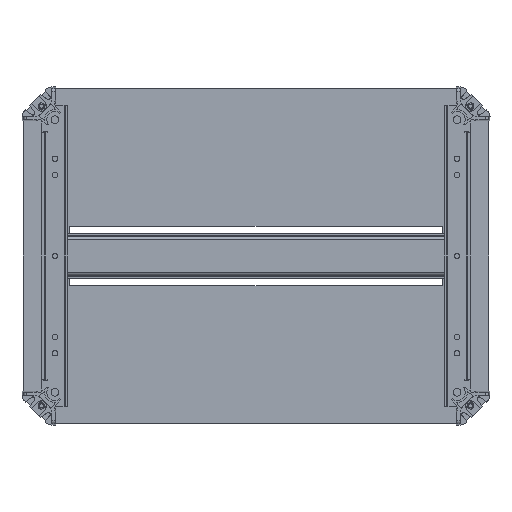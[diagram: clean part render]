
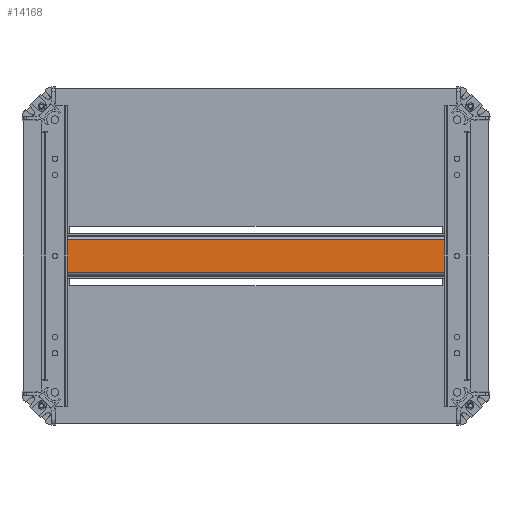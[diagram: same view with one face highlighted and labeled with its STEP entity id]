
A CAD part, front view. The second image highlights one B-rep face of the part: STEP entity #14168.
In plain terms, the highlighted planar face has unit normal (0, -1, 0).
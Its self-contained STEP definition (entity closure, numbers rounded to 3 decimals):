
#157 = EDGE_CURVE ( 'NONE', #6285, #14275, #7201, .T. ) ;
#345 = LINE ( 'NONE', #2096, #3727 ) ;
#595 = VECTOR ( 'NONE', #16566, 1000. ) ;
#674 = AXIS2_PLACEMENT_3D ( 'NONE', #7858, #12023, #17943 ) ;
#1062 = DIRECTION ( 'NONE',  ( 0., 1., 0. ) ) ;
#1175 = CARTESIAN_POINT ( 'NONE',  ( 12.7, -1.5, 160. ) ) ;
#1214 = CARTESIAN_POINT ( 'NONE',  ( 12.7, -1.5, -160. ) ) ;
#1230 = VERTEX_POINT ( 'NONE', #5091 ) ;
#1295 = DIRECTION ( 'NONE',  ( 0., 0., 1. ) ) ;
#1401 = CARTESIAN_POINT ( 'NONE',  ( -2.25, -1.5, 155. ) ) ;
#1452 = ORIENTED_EDGE ( 'NONE', *, *, #4087, .F. ) ;
#1462 = AXIS2_PLACEMENT_3D ( 'NONE', #9677, #18062, #1295 ) ;
#1748 = VERTEX_POINT ( 'NONE', #16777 ) ;
#1843 = VERTEX_POINT ( 'NONE', #1214 ) ;
#1855 = ORIENTED_EDGE ( 'NONE', *, *, #12075, .F. ) ;
#2096 = CARTESIAN_POINT ( 'NONE',  ( 2.25, -1.5, 160. ) ) ;
#2164 = CARTESIAN_POINT ( 'NONE',  ( 0., -1.5, 155. ) ) ;
#2278 = VERTEX_POINT ( 'NONE', #14712 ) ;
#2658 = CARTESIAN_POINT ( 'NONE',  ( -2.25, -1.5, -155. ) ) ;
#2743 = CARTESIAN_POINT ( 'NONE',  ( -12.7, -1.5, 160. ) ) ;
#3361 = EDGE_CURVE ( 'NONE', #1230, #3632, #9689, .T. ) ;
#3455 = CARTESIAN_POINT ( 'NONE',  ( 13.5, -1.5, 160. ) ) ;
#3507 = CARTESIAN_POINT ( 'NONE',  ( -2.25, -1.5, -155. ) ) ;
#3632 = VERTEX_POINT ( 'NONE', #1401 ) ;
#3727 = VECTOR ( 'NONE', #17489, 1000. ) ;
#3978 = CARTESIAN_POINT ( 'NONE',  ( 2.25, -1.5, -160. ) ) ;
#4087 = EDGE_CURVE ( 'NONE', #1230, #5387, #345, .T. ) ;
#4112 = DIRECTION ( 'NONE',  ( 0., 0., -1. ) ) ;
#4280 = CARTESIAN_POINT ( 'NONE',  ( -12.7, -1.5, 160. ) ) ;
#4325 = VECTOR ( 'NONE', #10551, 1000. ) ;
#4520 = VECTOR ( 'NONE', #11781, 1000. ) ;
#4652 = EDGE_CURVE ( 'NONE', #1748, #6992, #5775, .T. ) ;
#5091 = CARTESIAN_POINT ( 'NONE',  ( 2.25, -1.5, 155. ) ) ;
#5265 = VECTOR ( 'NONE', #13440, 1000. ) ;
#5295 = VERTEX_POINT ( 'NONE', #5558 ) ;
#5387 = VERTEX_POINT ( 'NONE', #9008 ) ;
#5558 = CARTESIAN_POINT ( 'NONE',  ( -12.7, -1.5, -160. ) ) ;
#5775 = LINE ( 'NONE', #11708, #4325 ) ;
#6006 = ORIENTED_EDGE ( 'NONE', *, *, #12600, .T. ) ;
#6285 = VERTEX_POINT ( 'NONE', #10378 ) ;
#6406 = DIRECTION ( 'NONE',  ( 0., 1., 0. ) ) ;
#6829 = LINE ( 'NONE', #15462, #595 ) ;
#6992 = VERTEX_POINT ( 'NONE', #2743 ) ;
#7201 = CIRCLE ( 'NONE', #674, 2.25 ) ;
#7621 = EDGE_CURVE ( 'NONE', #2278, #5295, #10783, .T. ) ;
#7697 = CARTESIAN_POINT ( 'NONE',  ( 2.25, -1.5, -160. ) ) ;
#7858 = CARTESIAN_POINT ( 'NONE',  ( 0., -1.5, -155. ) ) ;
#7951 = CARTESIAN_POINT ( 'NONE',  ( 13.5, -1.5, -160. ) ) ;
#8290 = DIRECTION ( 'NONE',  ( -1., 0., 0. ) ) ;
#8442 = ORIENTED_EDGE ( 'NONE', *, *, #3361, .T. ) ;
#8571 = LINE ( 'NONE', #11693, #4520 ) ;
#8900 = VECTOR ( 'NONE', #8290, 1000. ) ;
#8929 = EDGE_LOOP ( 'NONE', ( #11116, #15281, #11646, #1855, #10938, #6006, #1452, #8442, #10455, #17460, #12046, #14074, #11241 ) ) ;
#8969 = EDGE_CURVE ( 'NONE', #10987, #2278, #9837, .T. ) ;
#9008 = CARTESIAN_POINT ( 'NONE',  ( 2.25, -1.5, 160. ) ) ;
#9136 = DIRECTION ( 'NONE',  ( -1., 0., 0. ) ) ;
#9160 = CARTESIAN_POINT ( 'NONE',  ( 13.5, -1.5, 160. ) ) ;
#9677 = CARTESIAN_POINT ( 'NONE',  ( 0., -1.5, -155. ) ) ;
#9689 = CIRCLE ( 'NONE', #12726, 2.25 ) ;
#9691 = DIRECTION ( 'NONE',  ( 0., 0., 1. ) ) ;
#9837 = LINE ( 'NONE', #2658, #16293 ) ;
#10146 = EDGE_CURVE ( 'NONE', #5295, #6992, #12863, .T. ) ;
#10164 = AXIS2_PLACEMENT_3D ( 'NONE', #9160, #1062, #15066 ) ;
#10376 = VECTOR ( 'NONE', #15710, 1000. ) ;
#10378 = CARTESIAN_POINT ( 'NONE',  ( 0., -1.5, -152.75 ) ) ;
#10455 = ORIENTED_EDGE ( 'NONE', *, *, #15360, .F. ) ;
#10551 = DIRECTION ( 'NONE',  ( -1., 0., 0. ) ) ;
#10583 = FACE_OUTER_BOUND ( 'NONE', #8929, .T. ) ;
#10593 = EDGE_CURVE ( 'NONE', #10987, #6285, #12815, .T. ) ;
#10783 = LINE ( 'NONE', #7951, #5265 ) ;
#10938 = ORIENTED_EDGE ( 'NONE', *, *, #12943, .F. ) ;
#10987 = VERTEX_POINT ( 'NONE', #3507 ) ;
#11116 = ORIENTED_EDGE ( 'NONE', *, *, #10593, .T. ) ;
#11241 = ORIENTED_EDGE ( 'NONE', *, *, #8969, .F. ) ;
#11646 = ORIENTED_EDGE ( 'NONE', *, *, #15256, .F. ) ;
#11693 = CARTESIAN_POINT ( 'NONE',  ( -2.25, -1.5, 155. ) ) ;
#11708 = CARTESIAN_POINT ( 'NONE',  ( 13.5, -1.5, 160. ) ) ;
#11781 = DIRECTION ( 'NONE',  ( 0., 0., -1. ) ) ;
#12023 = DIRECTION ( 'NONE',  ( 0., 1., 0. ) ) ;
#12046 = ORIENTED_EDGE ( 'NONE', *, *, #10146, .F. ) ;
#12075 = EDGE_CURVE ( 'NONE', #1843, #13898, #17062, .T. ) ;
#12323 = VECTOR ( 'NONE', #9691, 1000. ) ;
#12600 = EDGE_CURVE ( 'NONE', #13348, #5387, #16242, .T. ) ;
#12726 = AXIS2_PLACEMENT_3D ( 'NONE', #2164, #6406, #13762 ) ;
#12815 = CIRCLE ( 'NONE', #1462, 2.25 ) ;
#12863 = LINE ( 'NONE', #4280, #10376 ) ;
#12943 = EDGE_CURVE ( 'NONE', #13348, #1843, #6829, .T. ) ;
#13348 = VERTEX_POINT ( 'NONE', #1175 ) ;
#13440 = DIRECTION ( 'NONE',  ( -1., 0., 0. ) ) ;
#13762 = DIRECTION ( 'NONE',  ( 0., 0., 1. ) ) ;
#13898 = VERTEX_POINT ( 'NONE', #7697 ) ;
#14074 = ORIENTED_EDGE ( 'NONE', *, *, #7621, .F. ) ;
#14168 = ADVANCED_FACE ( 'NONE', ( #10583 ), #17844, .F. ) ;
#14275 = VERTEX_POINT ( 'NONE', #16599 ) ;
#14712 = CARTESIAN_POINT ( 'NONE',  ( -2.25, -1.5, -160. ) ) ;
#15066 = DIRECTION ( 'NONE',  ( 0., 0., 1. ) ) ;
#15197 = LINE ( 'NONE', #3978, #12323 ) ;
#15256 = EDGE_CURVE ( 'NONE', #13898, #14275, #15197, .T. ) ;
#15281 = ORIENTED_EDGE ( 'NONE', *, *, #157, .T. ) ;
#15360 = EDGE_CURVE ( 'NONE', #1748, #3632, #8571, .T. ) ;
#15462 = CARTESIAN_POINT ( 'NONE',  ( 12.7, -1.5, 160. ) ) ;
#15710 = DIRECTION ( 'NONE',  ( 0., 0., 1. ) ) ;
#16079 = VECTOR ( 'NONE', #9136, 1000. ) ;
#16242 = LINE ( 'NONE', #3455, #16079 ) ;
#16293 = VECTOR ( 'NONE', #4112, 1000. ) ;
#16566 = DIRECTION ( 'NONE',  ( 0., 0., -1. ) ) ;
#16599 = CARTESIAN_POINT ( 'NONE',  ( 2.25, -1.5, -155. ) ) ;
#16777 = CARTESIAN_POINT ( 'NONE',  ( -2.25, -1.5, 160. ) ) ;
#16976 = CARTESIAN_POINT ( 'NONE',  ( 13.5, -1.5, -160. ) ) ;
#17062 = LINE ( 'NONE', #16976, #8900 ) ;
#17460 = ORIENTED_EDGE ( 'NONE', *, *, #4652, .T. ) ;
#17489 = DIRECTION ( 'NONE',  ( 0., 0., 1. ) ) ;
#17844 = PLANE ( 'NONE',  #10164 ) ;
#17943 = DIRECTION ( 'NONE',  ( 0., 0., 1. ) ) ;
#18062 = DIRECTION ( 'NONE',  ( 0., 1., 0. ) ) ;
